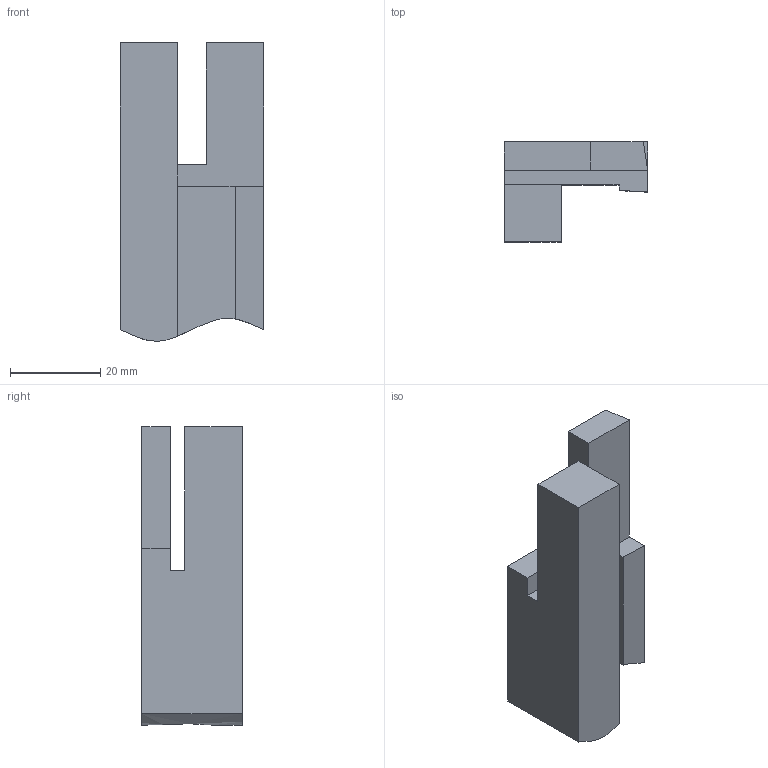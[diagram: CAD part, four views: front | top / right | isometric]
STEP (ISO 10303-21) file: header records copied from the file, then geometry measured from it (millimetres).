
FILE_DESCRIPTION(/* description */ ('Alibre Inc.'),/* implementation_level */ '2;1');
FILE_NAME(/* name */ 'export1',/* time_stamp */ '2018-08-25T12:08:32-06:00',/* author */ (''),/* organization */ (''),/* preprocessor_version */ 'ST-DEVELOPER v17',/* originating_system */ 'Alibre',/* authorisation */ '');
FILE_SCHEMA (('CONFIG_CONTROL_DESIGN'));
Length unit declared in the file: inch
Products named in the file (1): ID_1
Bounding box: 31.75 x 22.23 x 66.04 mm (x, y, z)
Volume: 23442.1 mm3; surface area: 7479 mm2
Topology: 1 solids, 1 shells, 18 faces, 45 edges, 29 vertices
Faces by surface type: plane 17, bspline 1
Entity records: 618 total; most frequent: CARTESIAN_POINT 133, ORIENTED_EDGE 90, DIRECTION 55, EDGE_CURVE 45, VECTOR 39, LINE 39, VERTEX_POINT 29, EDGE_LOOP 18
